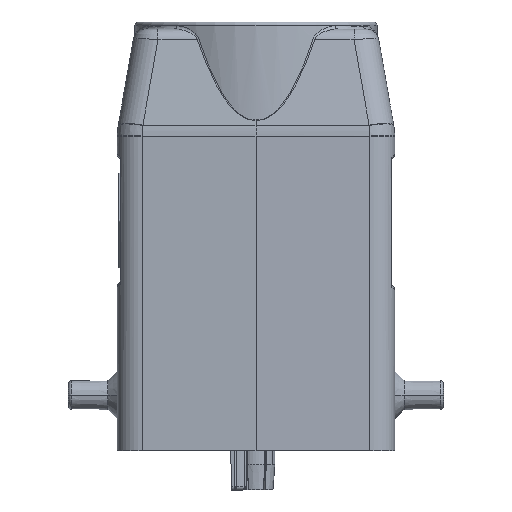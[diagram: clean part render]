
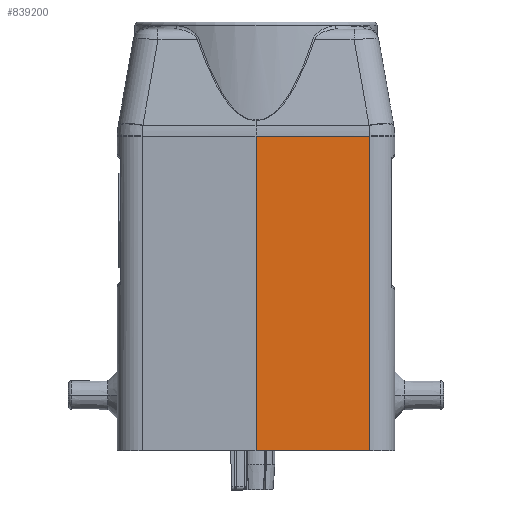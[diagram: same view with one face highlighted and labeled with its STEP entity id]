
A CAD part, front view. The second image highlights one B-rep face of the part: STEP entity #839200.
In plain terms, the highlighted planar face has unit normal (0.009, -1, 0).
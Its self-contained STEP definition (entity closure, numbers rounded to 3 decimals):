
#5990=CARTESIAN_POINT('',(58.582,36.455,83.4));
#6000=VERTEX_POINT('',#5990);
#6030=CARTESIAN_POINT('',(58.582,36.455,83.4));
#6040=DIRECTION('',(-1.,-0.009,
0.));
#6050=VECTOR('',#6040,1.);
#6060=LINE('',#6030,#6050);
#6070=CARTESIAN_POINT('',(76.617,36.612,
83.4));
#6080=VERTEX_POINT('',#6070);
#6090=EDGE_CURVE('',#6080,#6000,#6060,.T.);
#795500=CARTESIAN_POINT('',(76.617,36.612,
133.25));
#795510=VERTEX_POINT('',#795500);
#795970=CARTESIAN_POINT('',(76.617,36.612,
83.4));
#795980=DIRECTION('',(0.,0.,1.));
#795990=VECTOR('',#795980,1.);
#796000=LINE('',#795970,#795990);
#796010=EDGE_CURVE('',#6080,#795510,#796000,.T.);
#838970=CARTESIAN_POINT('',(58.582,36.455,83.4)
);
#838980=DIRECTION('',(0.009,-1.,
0.));
#838990=DIRECTION('',(0.,0.,-1.));
#839000=AXIS2_PLACEMENT_3D('',#838970,#838980,#838990);
#839010=PLANE('',#839000);
#839020=ORIENTED_EDGE('',*,*,#796010,.T.);
#839030=ORIENTED_EDGE('',*,*,#6090,.F.);
#839040=CARTESIAN_POINT('',(58.582,36.455,83.4)
);
#839050=DIRECTION('',(0.,0.,-1.));
#839060=VECTOR('',#839050,1.);
#839070=LINE('',#839040,#839060);
#839080=CARTESIAN_POINT('',(58.582,36.455,133.263)
);
#839090=VERTEX_POINT('',#839080);
#839100=EDGE_CURVE('',#839090,#6000,#839070,.T.);
#839110=ORIENTED_EDGE('',*,*,#839100,.T.);
#839120=CARTESIAN_POINT('',(58.669,36.455,
133.263));
#839130=DIRECTION('',(-1.,-0.009,
0.001));
#839140=VECTOR('',#839130,1.);
#839150=LINE('',#839120,#839140);
#839160=EDGE_CURVE('',#795510,#839090,#839150,.T.);
#839170=ORIENTED_EDGE('',*,*,#839160,.T.);
#839180=EDGE_LOOP('',(#839170,#839110,#839030,#839020));
#839190=FACE_OUTER_BOUND('',#839180,.T.);
#839200=ADVANCED_FACE('',(#839190),#839010,.T.);
